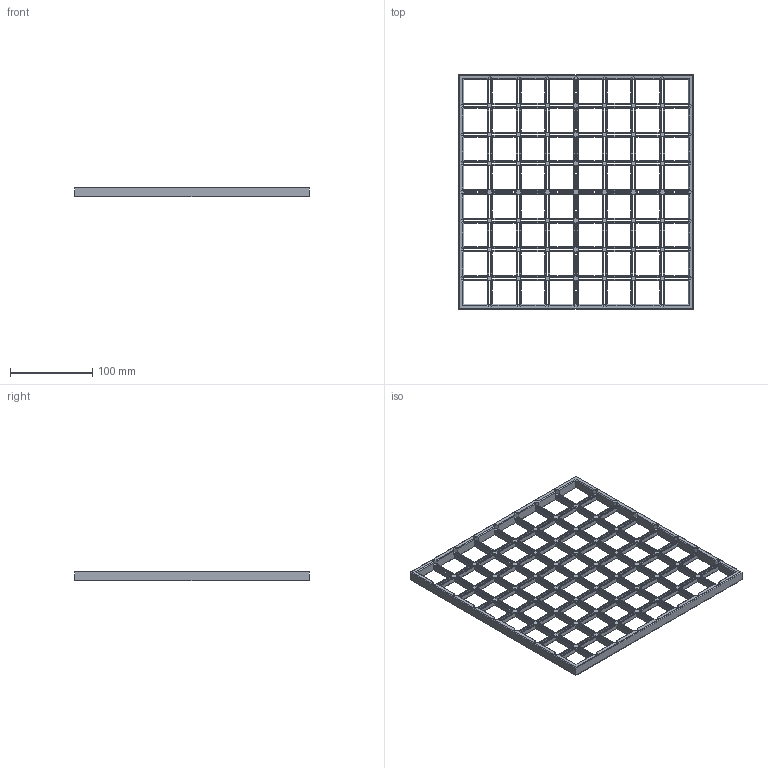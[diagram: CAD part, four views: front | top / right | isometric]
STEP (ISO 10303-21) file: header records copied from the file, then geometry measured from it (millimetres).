
FILE_DESCRIPTION(/* description */ ('STEP AP242','CAx-IF Rec.Pracs.---Representation and Presentation of Product Manufacturing Information (PMI)---4.0---2014-10-13','CAx-IF Rec.Pracs.---3D Tessellated Geometry---0.4---2014-09-14','2;1'),/* implementation_level */ '2;1');
FILE_NAME(/* name */ '6566d290cba31b59a124647e',/* time_stamp */ '2023-11-29T05:56:34Z',/* author */ (''),/* organization */ (''),/* preprocessor_version */ 'ST-DEVELOPER v19.4',/* originating_system */ ' ',/* authorisation */ ' ');
FILE_SCHEMA (('AP242_MANAGED_MODEL_BASED_3D_ENGINEERING_MIM_LF { 1 0 10303 442 1 1 4 }'));
Length unit declared in the file: metre
Products named in the file (1): Grid
Bounding box: 286 x 286 x 12 mm (x, y, z)
Volume: 163971.1 mm3; surface area: 141864.3 mm2
Topology: 1 solids, 1 shells, 2295 faces, 5460 edges, 3140 vertices
Faces by surface type: plane 2295
Entity records: 63540 total; most frequent: ORIENTED_EDGE 10920, CARTESIAN_POINT 10896, DIRECTION 10052, EDGE_CURVE 5460, LINE 5460, VECTOR 5460, VERTEX_POINT 3140, EDGE_LOOP 2620
